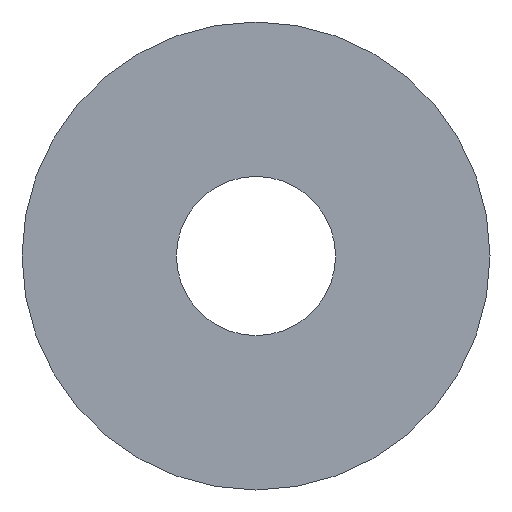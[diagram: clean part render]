
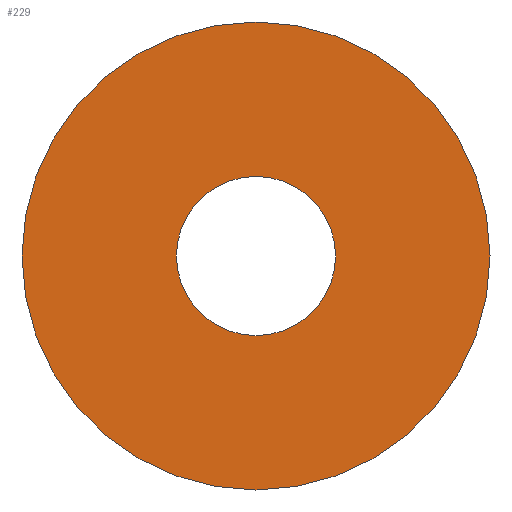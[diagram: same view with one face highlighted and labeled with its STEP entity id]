
A CAD part, left-side view. The second image highlights one B-rep face of the part: STEP entity #229.
In plain terms, the highlighted planar face has unit normal (-1, 0, 0).
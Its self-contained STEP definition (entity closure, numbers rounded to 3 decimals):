
#12 = AXIS2_PLACEMENT_3D ( 'NONE', #70, #225, #71 ) ;
#16 = VERTEX_POINT ( 'NONE', #129 ) ;
#19 = AXIS2_PLACEMENT_3D ( 'NONE', #115, #266, #185 ) ;
#21 = DIRECTION ( 'NONE',  ( 0., 0., -1. ) ) ;
#24 = DIRECTION ( 'NONE',  ( 1., 0., 0. ) ) ;
#32 = DIRECTION ( 'NONE',  ( 0., 0., -1. ) ) ;
#42 = AXIS2_PLACEMENT_3D ( 'NONE', #201, #24, #137 ) ;
#43 = CARTESIAN_POINT ( 'NONE',  ( 0., 0., 0. ) ) ;
#49 = EDGE_CURVE ( 'NONE', #257, #16, #133, .T. ) ;
#60 = CIRCLE ( 'NONE', #42, 5. ) ;
#61 = ORIENTED_EDGE ( 'NONE', *, *, #97, .F. ) ;
#69 = CIRCLE ( 'NONE', #12, 1.7 ) ;
#70 = CARTESIAN_POINT ( 'NONE',  ( 0., 0., 0. ) ) ;
#71 = DIRECTION ( 'NONE',  ( 0., 0., -1. ) ) ;
#74 = CARTESIAN_POINT ( 'NONE',  ( 0., 0., 1.7 ) ) ;
#80 = DIRECTION ( 'NONE',  ( 1., 0., 0. ) ) ;
#95 = AXIS2_PLACEMENT_3D ( 'NONE', #123, #166, #32 ) ;
#97 = EDGE_CURVE ( 'NONE', #16, #257, #60, .T. ) ;
#99 = CARTESIAN_POINT ( 'NONE',  ( 0., 0., 5. ) ) ;
#102 = AXIS2_PLACEMENT_3D ( 'NONE', #43, #80, #21 ) ;
#115 = CARTESIAN_POINT ( 'NONE',  ( 0., 0., 0. ) ) ;
#123 = CARTESIAN_POINT ( 'NONE',  ( 0., 0., 0. ) ) ;
#126 = ORIENTED_EDGE ( 'NONE', *, *, #219, .T. ) ;
#129 = CARTESIAN_POINT ( 'NONE',  ( 0., 0., -5. ) ) ;
#133 = CIRCLE ( 'NONE', #102, 5. ) ;
#137 = DIRECTION ( 'NONE',  ( 0., 0., -1. ) ) ;
#140 = FACE_BOUND ( 'NONE', #146, .T. ) ;
#146 = EDGE_LOOP ( 'NONE', ( #126, #168 ) ) ;
#149 = VERTEX_POINT ( 'NONE', #241 ) ;
#151 = CIRCLE ( 'NONE', #19, 1.7 ) ;
#152 = ORIENTED_EDGE ( 'NONE', *, *, #49, .F. ) ;
#162 = PLANE ( 'NONE',  #95 ) ;
#166 = DIRECTION ( 'NONE',  ( 1., 0., 0. ) ) ;
#168 = ORIENTED_EDGE ( 'NONE', *, *, #272, .T. ) ;
#185 = DIRECTION ( 'NONE',  ( 0., 0., -1. ) ) ;
#190 = EDGE_LOOP ( 'NONE', ( #152, #61 ) ) ;
#201 = CARTESIAN_POINT ( 'NONE',  ( 0., 0., 0. ) ) ;
#211 = FACE_OUTER_BOUND ( 'NONE', #190, .T. ) ;
#219 = EDGE_CURVE ( 'NONE', #149, #250, #69, .T. ) ;
#225 = DIRECTION ( 'NONE',  ( 1., 0., 0. ) ) ;
#229 = ADVANCED_FACE ( 'NONE', ( #140, #211 ), #162, .F. ) ;
#241 = CARTESIAN_POINT ( 'NONE',  ( 0., 0., -1.7 ) ) ;
#250 = VERTEX_POINT ( 'NONE', #74 ) ;
#257 = VERTEX_POINT ( 'NONE', #99 ) ;
#266 = DIRECTION ( 'NONE',  ( 1., 0., 0. ) ) ;
#272 = EDGE_CURVE ( 'NONE', #250, #149, #151, .T. ) ;
